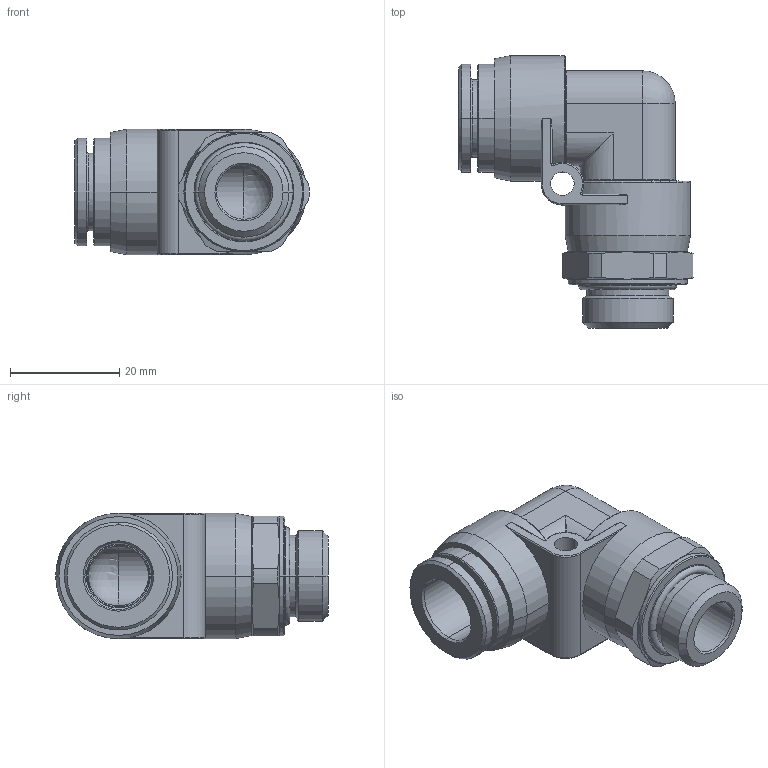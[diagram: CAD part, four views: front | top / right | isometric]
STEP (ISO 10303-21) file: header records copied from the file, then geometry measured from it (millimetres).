
FILE_DESCRIPTION(( 'MXP.16.12.38.stp' ), '1');
FILE_NAME( 'MXP.16.12.38.stp', '2021-02-22T15:42:12',( 'Sopra'),('sopra-pneumatic.com'), 'SwSTEP 2.0','SolidWorks 2009','' );
FILE_SCHEMA(('CONFIG_CONTROL_DESIGN'));
Length unit declared in the file: millimetre
Products named in the file (1): 367350B_930V-12FF-3-8
Bounding box: 42.99 x 50 x 23 mm (x, y, z)
Volume: 16744.4 mm3; surface area: 8848.5 mm2
Topology: 2 solids, 2 shells, 175 faces, 407 edges, 242 vertices
Faces by surface type: cylinder 64, plane 38, cone 34, torus 34, sphere 3, bspline 2
Entity records: 5324 total; most frequent: CARTESIAN_POINT 1263, DIRECTION 904, ORIENTED_EDGE 810, EDGE_CURVE 405, AXIS2_PLACEMENT_3D 383, VERTEX_POINT 242, CIRCLE 210, EDGE_LOOP 189
